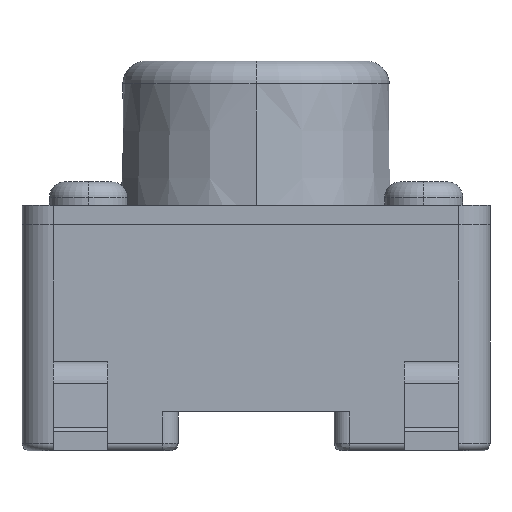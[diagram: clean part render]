
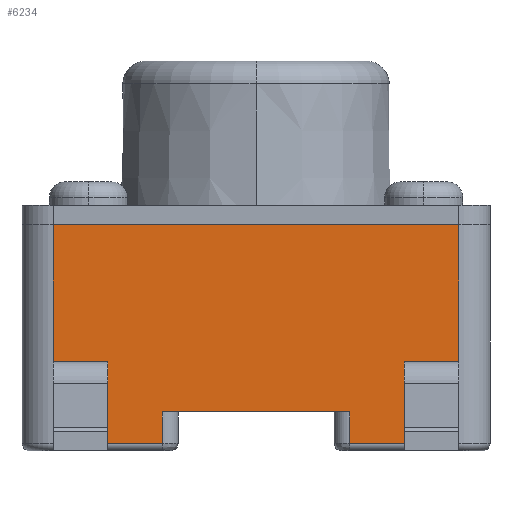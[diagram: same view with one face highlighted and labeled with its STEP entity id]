
A CAD part, left-side view. The second image highlights one B-rep face of the part: STEP entity #6234.
In plain terms, the highlighted planar face has unit normal (-1, 0, 0).
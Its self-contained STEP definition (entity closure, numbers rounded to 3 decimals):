
#139 = CARTESIAN_POINT ( 'NONE',  ( -3., -2.6, 0.65 ) ) ;
#302 = VERTEX_POINT ( 'NONE', #4216 ) ;
#704 = EDGE_CURVE ( 'NONE', #6516, #4639, #14785, .T. ) ;
#766 = LINE ( 'NONE', #11787, #2930 ) ;
#774 = LINE ( 'NONE', #8709, #3315 ) ;
#892 = VERTEX_POINT ( 'NONE', #3027 ) ;
#924 = CARTESIAN_POINT ( 'NONE',  ( -3., 2.6, 2.4 ) ) ;
#955 = DIRECTION ( 'NONE',  ( 0., 0., 1. ) ) ;
#1292 = DIRECTION ( 'NONE',  ( 0., 0., 1. ) ) ;
#1405 = DIRECTION ( 'NONE',  ( 0., 0., 1. ) ) ;
#1436 = VERTEX_POINT ( 'NONE', #4242 ) ;
#1517 = EDGE_CURVE ( 'NONE', #892, #16126, #10284, .T. ) ;
#1519 = DIRECTION ( 'NONE',  ( 0., 1., 0. ) ) ;
#1864 = ORIENTED_EDGE ( 'NONE', *, *, #5140, .T. ) ;
#1908 = CARTESIAN_POINT ( 'NONE',  ( -3., 1.9, 0.4 ) ) ;
#1968 = VERTEX_POINT ( 'NONE', #18228 ) ;
#2071 = EDGE_CURVE ( 'NONE', #15648, #7171, #15731, .T. ) ;
#2923 = PLANE ( 'NONE',  #14544 ) ;
#2930 = VECTOR ( 'NONE', #955, 1000. ) ;
#3027 = CARTESIAN_POINT ( 'NONE',  ( -3., 2.6, -0.4 ) ) ;
#3072 = VECTOR ( 'NONE', #7044, 1000. ) ;
#3218 = LINE ( 'NONE', #8132, #16817 ) ;
#3315 = VECTOR ( 'NONE', #11794, 1000. ) ;
#3330 = VERTEX_POINT ( 'NONE', #12943 ) ;
#3335 = ORIENTED_EDGE ( 'NONE', *, *, #704, .F. ) ;
#3503 = LINE ( 'NONE', #1908, #13179 ) ;
#3870 = EDGE_LOOP ( 'NONE', ( #15832, #12461, #19346, #4982, #8978, #7950, #4949, #5545, #6831, #11432, #11079, #1864, #13393, #3335, #13366, #13567 ) ) ;
#3986 = VECTOR ( 'NONE', #1292, 1000. ) ;
#4144 = CARTESIAN_POINT ( 'NONE',  ( -3., 2.6, -0.4 ) ) ;
#4216 = CARTESIAN_POINT ( 'NONE',  ( -3., 1.2, 0. ) ) ;
#4242 = CARTESIAN_POINT ( 'NONE',  ( -3., -1.2, -0.4 ) ) ;
#4365 = DIRECTION ( 'NONE',  ( -1., 0., 0. ) ) ;
#4639 = VERTEX_POINT ( 'NONE', #16567 ) ;
#4641 = VECTOR ( 'NONE', #8630, 1000. ) ;
#4714 = VERTEX_POINT ( 'NONE', #17734 ) ;
#4949 = ORIENTED_EDGE ( 'NONE', *, *, #10975, .F. ) ;
#4982 = ORIENTED_EDGE ( 'NONE', *, *, #6304, .F. ) ;
#5037 = VECTOR ( 'NONE', #11965, 1000. ) ;
#5140 = EDGE_CURVE ( 'NONE', #3330, #1436, #18358, .T. ) ;
#5192 = CARTESIAN_POINT ( 'NONE',  ( -3., 2.6, 0.65 ) ) ;
#5545 = ORIENTED_EDGE ( 'NONE', *, *, #1517, .F. ) ;
#6189 = CARTESIAN_POINT ( 'NONE',  ( -3., 2.6, 0.65 ) ) ;
#6234 = ADVANCED_FACE ( 'NONE', ( #8951 ), #2923, .T. ) ;
#6304 = EDGE_CURVE ( 'NONE', #7566, #9888, #18756, .T. ) ;
#6414 = CARTESIAN_POINT ( 'NONE',  ( -3., 1.2, -0.4 ) ) ;
#6516 = VERTEX_POINT ( 'NONE', #10818 ) ;
#6604 = VECTOR ( 'NONE', #10784, 1000. ) ;
#6831 = ORIENTED_EDGE ( 'NONE', *, *, #14319, .F. ) ;
#7044 = DIRECTION ( 'NONE',  ( 0., -1., 0. ) ) ;
#7060 = VECTOR ( 'NONE', #8109, 1000. ) ;
#7146 = CARTESIAN_POINT ( 'NONE',  ( -3., -2.6, 0.4 ) ) ;
#7171 = VERTEX_POINT ( 'NONE', #12000 ) ;
#7218 = CARTESIAN_POINT ( 'NONE',  ( -3., 2.6, 0.4 ) ) ;
#7305 = CARTESIAN_POINT ( 'NONE',  ( -3., -2.6, 0.65 ) ) ;
#7459 = CARTESIAN_POINT ( 'NONE',  ( -3., -1.9, 0.4 ) ) ;
#7566 = VERTEX_POINT ( 'NONE', #5192 ) ;
#7614 = LINE ( 'NONE', #9124, #6604 ) ;
#7950 = ORIENTED_EDGE ( 'NONE', *, *, #18615, .F. ) ;
#8109 = DIRECTION ( 'NONE',  ( 0., 0., 1. ) ) ;
#8130 = LINE ( 'NONE', #14370, #12439 ) ;
#8132 = CARTESIAN_POINT ( 'NONE',  ( -3., -2.6, -0.4 ) ) ;
#8630 = DIRECTION ( 'NONE',  ( 0., -1., 0. ) ) ;
#8709 = CARTESIAN_POINT ( 'NONE',  ( -3., 1.2, 0. ) ) ;
#8951 = FACE_OUTER_BOUND ( 'NONE', #3870, .T. ) ;
#8977 = VECTOR ( 'NONE', #18466, 1000. ) ;
#8978 = ORIENTED_EDGE ( 'NONE', *, *, #19704, .T. ) ;
#9124 = CARTESIAN_POINT ( 'NONE',  ( -3., 1.2, -0.4 ) ) ;
#9437 = CARTESIAN_POINT ( 'NONE',  ( -3., -2.6, 0.4 ) ) ;
#9741 = DIRECTION ( 'NONE',  ( 0., 0., 1. ) ) ;
#9888 = VERTEX_POINT ( 'NONE', #16197 ) ;
#10284 = LINE ( 'NONE', #4144, #3986 ) ;
#10476 = VECTOR ( 'NONE', #17155, 1000. ) ;
#10784 = DIRECTION ( 'NONE',  ( 0., 1., 0. ) ) ;
#10793 = VECTOR ( 'NONE', #1519, 1000. ) ;
#10818 = CARTESIAN_POINT ( 'NONE',  ( -3., -2.6, 0.4 ) ) ;
#10975 = EDGE_CURVE ( 'NONE', #16126, #12352, #19563, .T. ) ;
#11079 = ORIENTED_EDGE ( 'NONE', *, *, #11342, .T. ) ;
#11112 = DIRECTION ( 'NONE',  ( 0., 1., 0. ) ) ;
#11342 = EDGE_CURVE ( 'NONE', #302, #3330, #774, .T. ) ;
#11432 = ORIENTED_EDGE ( 'NONE', *, *, #12925, .T. ) ;
#11522 = CARTESIAN_POINT ( 'NONE',  ( -3., 1.9, 0.4 ) ) ;
#11787 = CARTESIAN_POINT ( 'NONE',  ( -3., -1.9, 0.4 ) ) ;
#11794 = DIRECTION ( 'NONE',  ( 0., -1., 0. ) ) ;
#11856 = LINE ( 'NONE', #924, #5037 ) ;
#11965 = DIRECTION ( 'NONE',  ( 0., -1., 0. ) ) ;
#12000 = CARTESIAN_POINT ( 'NONE',  ( -3., -1.9, 0.65 ) ) ;
#12352 = VERTEX_POINT ( 'NONE', #11522 ) ;
#12439 = VECTOR ( 'NONE', #19084, 1000. ) ;
#12461 = ORIENTED_EDGE ( 'NONE', *, *, #16499, .F. ) ;
#12925 = EDGE_CURVE ( 'NONE', #4714, #302, #13983, .T. ) ;
#12943 = CARTESIAN_POINT ( 'NONE',  ( -3., -1.2, 0. ) ) ;
#13115 = EDGE_CURVE ( 'NONE', #6516, #19507, #20087, .T. ) ;
#13179 = VECTOR ( 'NONE', #9741, 1000. ) ;
#13342 = CARTESIAN_POINT ( 'NONE',  ( -3., 2.6, 0.65 ) ) ;
#13366 = ORIENTED_EDGE ( 'NONE', *, *, #13115, .T. ) ;
#13393 = ORIENTED_EDGE ( 'NONE', *, *, #17479, .F. ) ;
#13567 = ORIENTED_EDGE ( 'NONE', *, *, #14505, .T. ) ;
#13983 = LINE ( 'NONE', #6414, #10476 ) ;
#14143 = VERTEX_POINT ( 'NONE', #16581 ) ;
#14319 = EDGE_CURVE ( 'NONE', #4714, #892, #7614, .T. ) ;
#14370 = CARTESIAN_POINT ( 'NONE',  ( -3., -2.6, 2.65 ) ) ;
#14505 = EDGE_CURVE ( 'NONE', #19507, #7171, #766, .T. ) ;
#14544 = AXIS2_PLACEMENT_3D ( 'NONE', #15184, #4365, #1405 ) ;
#14785 = LINE ( 'NONE', #7146, #18053 ) ;
#15184 = CARTESIAN_POINT ( 'NONE',  ( -3., 3., 0. ) ) ;
#15648 = VERTEX_POINT ( 'NONE', #7305 ) ;
#15731 = LINE ( 'NONE', #139, #19515 ) ;
#15832 = ORIENTED_EDGE ( 'NONE', *, *, #2071, .F. ) ;
#16126 = VERTEX_POINT ( 'NONE', #18299 ) ;
#16197 = CARTESIAN_POINT ( 'NONE',  ( -3., 2.6, 2.4 ) ) ;
#16222 = DIRECTION ( 'NONE',  ( 0., 0., -1. ) ) ;
#16499 = EDGE_CURVE ( 'NONE', #14143, #15648, #8130, .T. ) ;
#16503 = LINE ( 'NONE', #13342, #3072 ) ;
#16567 = CARTESIAN_POINT ( 'NONE',  ( -3., -2.6, -0.4 ) ) ;
#16581 = CARTESIAN_POINT ( 'NONE',  ( -3., -2.6, 2.4 ) ) ;
#16817 = VECTOR ( 'NONE', #11112, 1000. ) ;
#17155 = DIRECTION ( 'NONE',  ( 0., 0., 1. ) ) ;
#17256 = EDGE_CURVE ( 'NONE', #9888, #14143, #11856, .T. ) ;
#17479 = EDGE_CURVE ( 'NONE', #4639, #1436, #3218, .T. ) ;
#17734 = CARTESIAN_POINT ( 'NONE',  ( -3., 1.2, -0.4 ) ) ;
#18053 = VECTOR ( 'NONE', #16222, 1000. ) ;
#18228 = CARTESIAN_POINT ( 'NONE',  ( -3., 1.9, 0.65 ) ) ;
#18299 = CARTESIAN_POINT ( 'NONE',  ( -3., 2.6, 0.4 ) ) ;
#18358 = LINE ( 'NONE', #19885, #8977 ) ;
#18435 = DIRECTION ( 'NONE',  ( 0., 1., 0. ) ) ;
#18466 = DIRECTION ( 'NONE',  ( 0., 0., -1. ) ) ;
#18615 = EDGE_CURVE ( 'NONE', #12352, #1968, #3503, .T. ) ;
#18756 = LINE ( 'NONE', #6189, #7060 ) ;
#19084 = DIRECTION ( 'NONE',  ( 0., 0., -1. ) ) ;
#19346 = ORIENTED_EDGE ( 'NONE', *, *, #17256, .F. ) ;
#19507 = VERTEX_POINT ( 'NONE', #7459 ) ;
#19515 = VECTOR ( 'NONE', #18435, 1000. ) ;
#19563 = LINE ( 'NONE', #7218, #4641 ) ;
#19704 = EDGE_CURVE ( 'NONE', #7566, #1968, #16503, .T. ) ;
#19885 = CARTESIAN_POINT ( 'NONE',  ( -3., -1.2, 0. ) ) ;
#20087 = LINE ( 'NONE', #9437, #10793 ) ;
